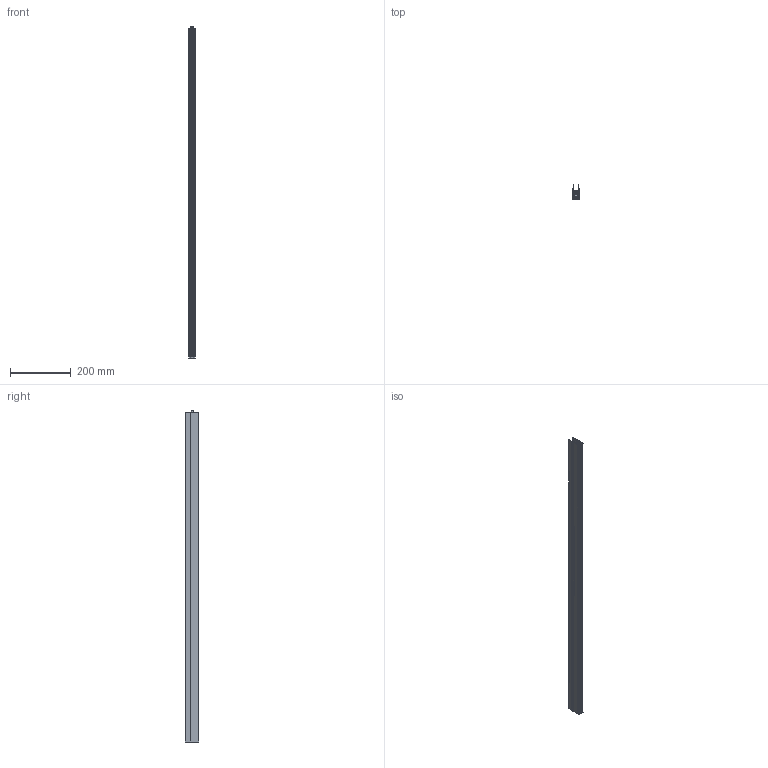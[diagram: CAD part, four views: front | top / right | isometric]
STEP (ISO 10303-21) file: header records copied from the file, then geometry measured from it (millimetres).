
FILE_DESCRIPTION (( 'STEP AP203' ), '1' );
FILE_NAME ('KG F16s 1084.STEP', '2025-03-07T15:51:50', ( '' ), ( '' ), 'SwSTEP 2.0', 'SolidWorks 2023', '' );
FILE_SCHEMA (( 'CONFIG_CONTROL_DESIGN' ));
Length unit declared in the file: millimetre
Products named in the file (5): Schutzprofil KG_F16_1084; Innengeometrie_13; Betätigungsteil_1; Aussengehäuse_13; KG F16s 1084
Assembly tree (4 placements, depth 2):
  KG F16s 1084
    Betätigungsteil_1
    Aussengehäuse_13
    Innengeometrie_13
    Schutzprofil KG_F16_1084
Bounding box: 20.26 x 46 x 1092.51 mm (x, y, z)
Volume: 344398.8 mm3; surface area: 563702.6 mm2
Topology: 19 solids, 19 shells, 721 faces, 2043 edges, 1362 vertices
Faces by surface type: plane 339, bspline 311, cylinder 71
Entity records: 39019 total; most frequent: CARTESIAN_POINT 21695, ORIENTED_EDGE 4086, DIRECTION 2380, EDGE_CURVE 2043, VERTEX_POINT 1362, LINE 1276, VECTOR 1276, EDGE_LOOP 803
